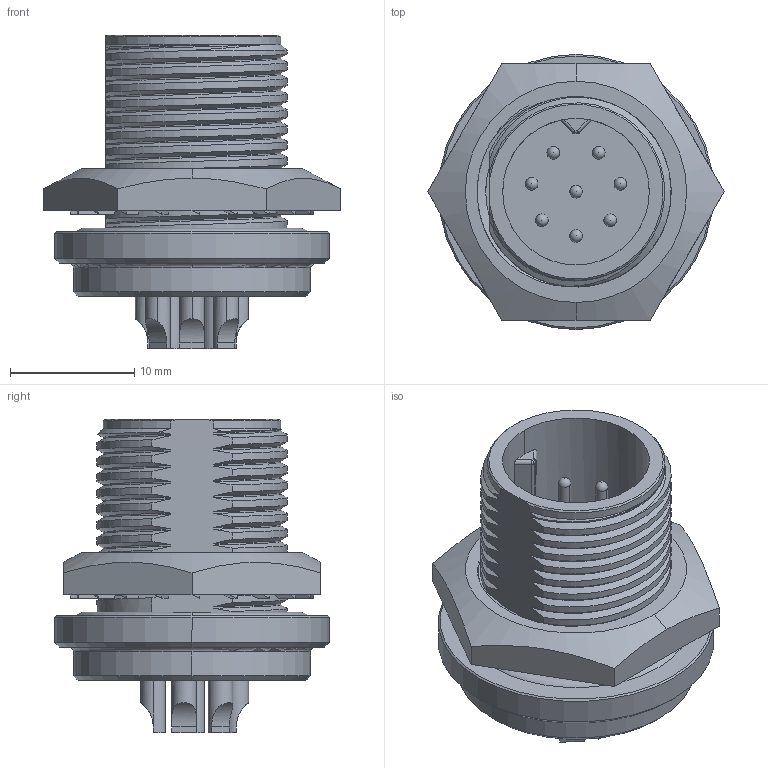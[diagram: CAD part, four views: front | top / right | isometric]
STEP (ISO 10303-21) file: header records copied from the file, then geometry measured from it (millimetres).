
FILE_DESCRIPTION (( 'STEP AP203' ), '1' );
FILE_NAME ('SF7282-8PG-3ES.STEP', '2015-06-10T13:45:48', ( '' ), ( '' ), 'SwSTEP 2.0', 'SolidWorks 2014', '' );
FILE_SCHEMA (( 'CONFIG_CONTROL_DESIGN' ));
Length unit declared in the file: millimetre
Products named in the file (1): SF7282-8PG-3ES
Bounding box: 23.82 x 22.1 x 25.2 mm (x, y, z)
Volume: 4057.1 mm3; surface area: 3589 mm2
Topology: 2 solids, 2 shells, 325 faces, 809 edges, 519 vertices
Faces by surface type: plane 176, cylinder 77, bspline 39, cone 19, sphere 10, torus 4
Entity records: 24874 total; most frequent: CARTESIAN_POINT 17606, ORIENTED_EDGE 1568, DIRECTION 1341, EDGE_CURVE 784, VERTEX_POINT 504, VECTOR 493, LINE 493, AXIS2_PLACEMENT_3D 424
